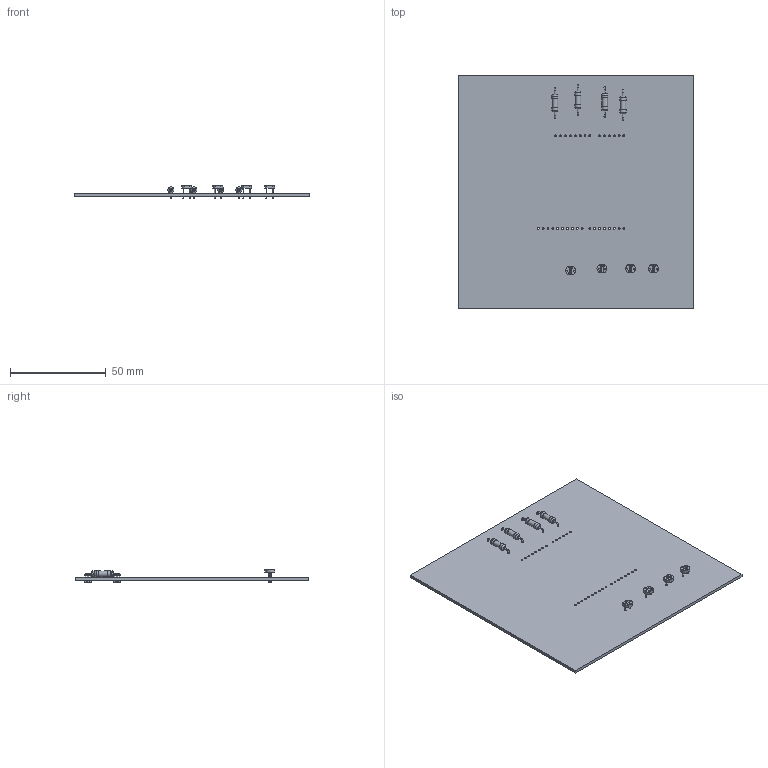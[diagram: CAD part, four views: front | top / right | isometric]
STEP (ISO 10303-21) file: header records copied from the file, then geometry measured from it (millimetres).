
FILE_DESCRIPTION(('KiCad electronic assembly'),'2;1');
FILE_NAME('trackking solar.step','2025-10-12T21:49:21',('Pcbnew'),( 'Kicad'),'Open CASCADE STEP processor 7.8','KiCad to STEP converter' ,'Unknown');
FILE_SCHEMA(('AUTOMOTIVE_DESIGN { 1 0 10303 214 1 1 1 1 }'));
Length unit declared in the file: millimetre
Products named in the file (6): trackking solar 1; R_LDR_5.1x4.3mm_P3.4mm_Vertical; R_Axial_DIN0309_L9.0mm_D3.2mm_P15.24mm_Horizontal; R_Axial_DIN0309_L90mm_D32mm_P1524mm_Horizontal; trackking solar_PCB
Assembly tree (11 placements, depth 3):
  trackking solar 1
    R_LDR_5.1x4.3mm_P3.4mm_Vertical  x4
      R_LDR_5.1x4.3mm_P3.4mm_Vertical
    R_Axial_DIN0309_L9.0mm_D3.2mm_P15.24mm_Horizontal  x4
      R_Axial_DIN0309_L90mm_D32mm_P1524mm_Horizontal
    trackking solar_PCB
Bounding box: 123 x 122 x 7 mm (x, y, z)
Volume: 24353.7 mm3; surface area: 31807.6 mm2
Topology: 13 solids, 13 shells, 346 faces, 840 edges, 552 vertices
Faces by surface type: plane 230, cylinder 100, torus 16
Full cylindrical faces by diameter (mm): 0.5 x16, 0.7 x16, 0.8 x16, 1 x32, 2.88 x4, 3.2 x8
Entity records: 4762 total; most frequent: DIRECTION 733, CARTESIAN_POINT 682, ORIENTED_EDGE 654, EDGE_CURVE 327, AXIS2_PLACEMENT_3D 267, FACE_BOUND 231, EDGE_LOOP 231, VERTEX_POINT 216
